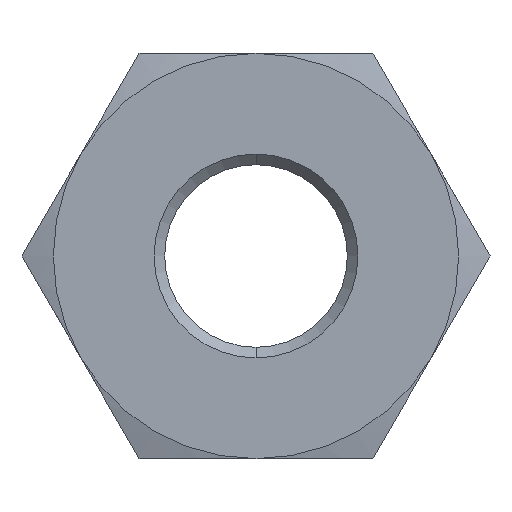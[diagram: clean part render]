
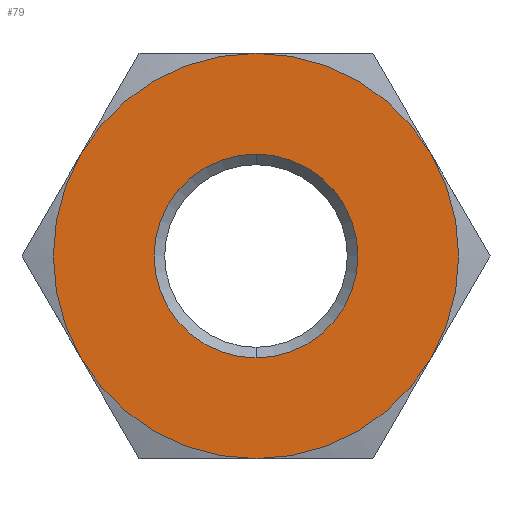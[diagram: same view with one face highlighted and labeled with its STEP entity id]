
A CAD part, front view. The second image highlights one B-rep face of the part: STEP entity #79.
In plain terms, the highlighted planar face has unit normal (0, -1, 0).
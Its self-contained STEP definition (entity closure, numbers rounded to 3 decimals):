
#79=ADVANCED_FACE('',(#171,#172),#173,.F.);
#171=FACE_BOUND('',#274,.T.);
#172=FACE_OUTER_BOUND('',#275,.T.);
#173=PLANE('',#276);
#274=EDGE_LOOP('',(#446,#447));
#275=EDGE_LOOP('',(#448,#449,#450,#451,#452,#453));
#276=AXIS2_PLACEMENT_3D('',#454,#455,#456);
#446=ORIENTED_EDGE('',*,*,#602,.T.);
#447=ORIENTED_EDGE('',*,*,#656,.T.);
#448=ORIENTED_EDGE('',*,*,#657,.T.);
#449=ORIENTED_EDGE('',*,*,#658,.T.);
#450=ORIENTED_EDGE('',*,*,#659,.T.);
#451=ORIENTED_EDGE('',*,*,#660,.T.);
#452=ORIENTED_EDGE('',*,*,#661,.T.);
#453=ORIENTED_EDGE('',*,*,#662,.T.);
#454=CARTESIAN_POINT('',(-4.28,0.,0.0));
#455=DIRECTION('',(0.0,1.0,0.0));
#456=DIRECTION('',(0.0,0.0,1.0));
#602=EDGE_CURVE('',#710,#708,#711,.T.);
#656=EDGE_CURVE('',#708,#710,#791,.T.);
#657=EDGE_CURVE('',#779,#772,#792,.T.);
#658=EDGE_CURVE('',#772,#762,#793,.T.);
#659=EDGE_CURVE('',#762,#752,#794,.T.);
#660=EDGE_CURVE('',#752,#742,#795,.T.);
#661=EDGE_CURVE('',#742,#732,#796,.T.);
#662=EDGE_CURVE('',#732,#779,#797,.T.);
#708=VERTEX_POINT('',#847);
#710=VERTEX_POINT('',#850);
#711=CIRCLE('',#851,4.78);
#732=VERTEX_POINT('',#889);
#742=VERTEX_POINT('',#920);
#752=VERTEX_POINT('',#951);
#762=VERTEX_POINT('',#982);
#772=VERTEX_POINT('',#1013);
#779=VERTEX_POINT('',#1040);
#791=CIRCLE('',#1062,4.78);
#792=CIRCLE('',#1063,9.5);
#793=CIRCLE('',#1064,9.5);
#794=CIRCLE('',#1065,9.5);
#795=CIRCLE('',#1066,9.5);
#796=CIRCLE('',#1067,9.5);
#797=CIRCLE('',#1068,9.5);
#847=CARTESIAN_POINT('',(0.,0.,4.78));
#850=CARTESIAN_POINT('',(0.0,0.,-4.78));
#851=AXIS2_PLACEMENT_3D('',#1112,#1113,#1114);
#889=CARTESIAN_POINT('',(8.227,0.0,-4.75));
#920=CARTESIAN_POINT('',(0.,0.0,-9.5));
#951=CARTESIAN_POINT('',(-8.227,0.0,-4.75));
#982=CARTESIAN_POINT('',(-8.227,0.0,4.75));
#1013=CARTESIAN_POINT('',(0.,0.0,9.5));
#1040=CARTESIAN_POINT('',(8.227,0.0,4.75));
#1062=AXIS2_PLACEMENT_3D('',#1150,#1151,#1152);
#1063=AXIS2_PLACEMENT_3D('',#1153,#1154,#1155);
#1064=AXIS2_PLACEMENT_3D('',#1156,#1157,#1158);
#1065=AXIS2_PLACEMENT_3D('',#1159,#1160,#1161);
#1066=AXIS2_PLACEMENT_3D('',#1162,#1163,#1164);
#1067=AXIS2_PLACEMENT_3D('',#1165,#1166,#1167);
#1068=AXIS2_PLACEMENT_3D('',#1168,#1169,#1170);
#1112=CARTESIAN_POINT('',(0.0,0.0,0.0));
#1113=DIRECTION('',(0.0,1.0,0.0));
#1114=DIRECTION('',(0.0,0.0,1.0));
#1150=CARTESIAN_POINT('',(0.0,0.0,0.0));
#1151=DIRECTION('',(0.0,1.0,0.0));
#1152=DIRECTION('',(0.0,0.0,1.0));
#1153=CARTESIAN_POINT('',(0.0,0.0,0.0));
#1154=DIRECTION('',(0.0,-1.0,0.0));
#1155=DIRECTION('',(0.0,0.0,-1.0));
#1156=CARTESIAN_POINT('',(0.0,0.0,0.0));
#1157=DIRECTION('',(0.0,-1.0,0.0));
#1158=DIRECTION('',(0.0,0.0,-1.0));
#1159=CARTESIAN_POINT('',(0.0,0.0,0.0));
#1160=DIRECTION('',(0.0,-1.0,0.0));
#1161=DIRECTION('',(0.0,0.0,-1.0));
#1162=CARTESIAN_POINT('',(0.0,0.0,0.0));
#1163=DIRECTION('',(0.0,-1.0,0.0));
#1164=DIRECTION('',(0.0,0.0,-1.0));
#1165=CARTESIAN_POINT('',(0.0,0.0,0.0));
#1166=DIRECTION('',(0.0,-1.0,0.0));
#1167=DIRECTION('',(0.0,0.0,-1.0));
#1168=CARTESIAN_POINT('',(0.0,0.0,0.0));
#1169=DIRECTION('',(0.0,-1.0,0.0));
#1170=DIRECTION('',(0.0,0.0,-1.0));
